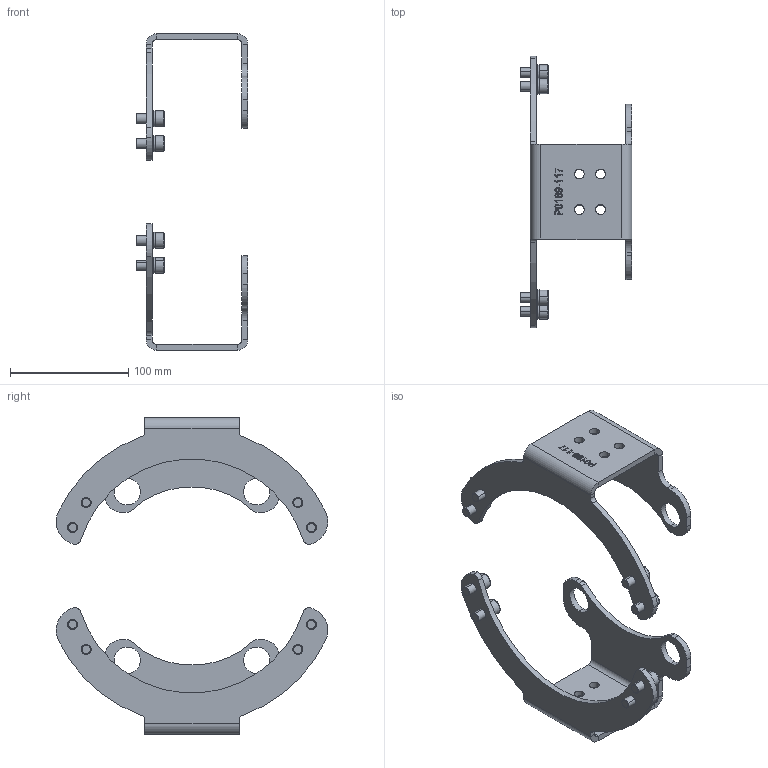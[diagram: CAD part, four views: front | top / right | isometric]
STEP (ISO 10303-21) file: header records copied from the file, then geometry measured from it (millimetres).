
FILE_DESCRIPTION (( 'STEP AP214' ), '1' );
FILE_NAME ('P6315.STEP', '2025-05-08T10:51:10', ( '' ), ( '' ), 'SwSTEP 2.0', 'SolidWorks 2024', '' );
FILE_SCHEMA (( 'AUTOMOTIVE_DESIGN' ));
Length unit declared in the file: millimetre
Products named in the file (1): P6315
Bounding box: 94.56 x 229.76 x 267.91 mm (x, y, z)
Volume: 219778.3 mm3; surface area: 107121.3 mm2
Topology: 18 solids, 18 shells, 1436 faces, 3876 edges, 2520 vertices
Faces by surface type: plane 1130, cylinder 166, bspline 108, torus 16, cone 16
Entity records: 50580 total; most frequent: CARTESIAN_POINT 15445, ORIENTED_EDGE 7752, DIRECTION 6506, EDGE_CURVE 3876, LINE 2896, VECTOR 2896, VERTEX_POINT 2520, AXIS2_PLACEMENT_3D 1805
